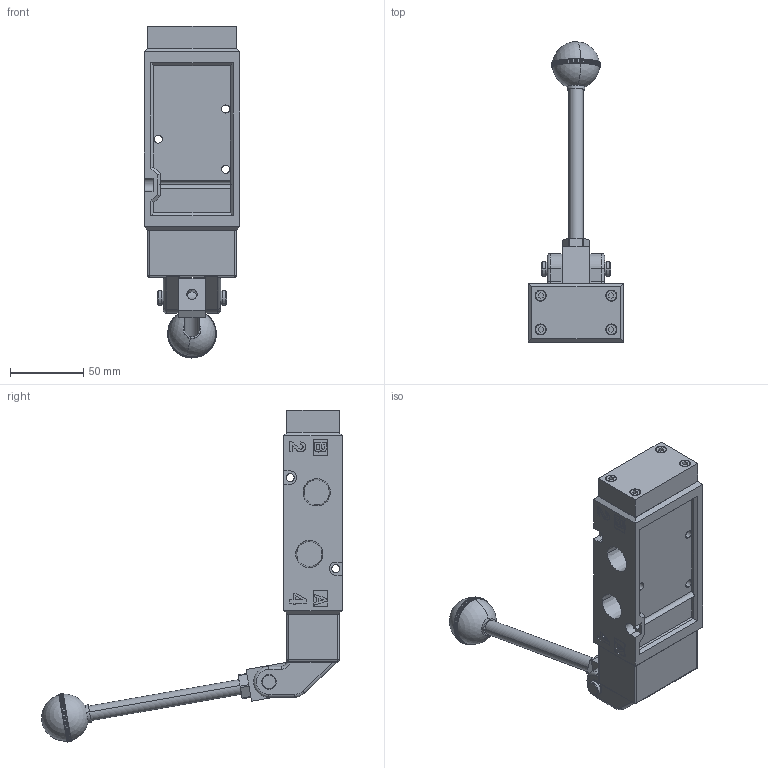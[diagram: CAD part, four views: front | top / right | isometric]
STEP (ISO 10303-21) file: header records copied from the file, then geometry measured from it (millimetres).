
FILE_DESCRIPTION (( 'STEP AP203' ), '1' );
FILE_NAME ('HLV650-S.STEP', '2016-01-12T10:18:46', ( 'yrd8' ), ( 'Hewlett-Packard Company' ), 'SwSTEP 2.0', 'SolidWorks 2008', '' );
FILE_SCHEMA (( 'CONFIG_CONTROL_DESIGN' ));
Length unit declared in the file: millimetre
Products named in the file (7): HLV650-S; FT6000 Body_晦獄 撲薑; FT7000 Cap_晦獄 撲薑; FT7000 bracket_晦獄 撲薑; FT7000 Lever fix_晦獄 撲薑; FT7000 Shaft_晦獄 撲薑; HLV Ball_晦獄 撲薑
Assembly tree (6 placements, depth 2):
  HLV650-S
    FT7000 Lever fix_晦獄 撲薑
    FT7000 Shaft_晦獄 撲薑
    FT6000 Body_晦獄 撲薑
    FT7000 bracket_晦獄 撲薑
    FT7000 Cap_晦獄 撲薑
    HLV Ball_晦獄 撲薑
Bounding box: 65 x 204.75 x 225.96 mm (x, y, z)
Volume: 328087.9 mm3; surface area: 93508.7 mm2
Topology: 6 solids, 7 shells, 1363 faces, 3675 edges, 2417 vertices
Faces by surface type: plane 640, cylinder 413, bspline 144, torus 132, cone 28, sphere 6
Entity records: 51065 total; most frequent: CARTESIAN_POINT 17403, ORIENTED_EDGE 7154, DIRECTION 6369, EDGE_CURVE 3577, VERTEX_POINT 2357, AXIS2_PLACEMENT_3D 2207, VECTOR 1955, LINE 1955
